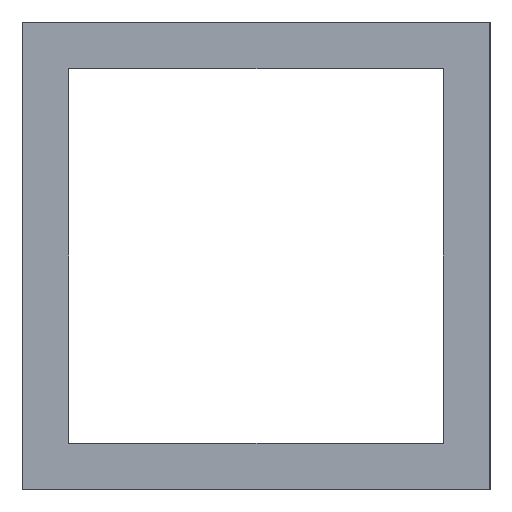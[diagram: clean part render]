
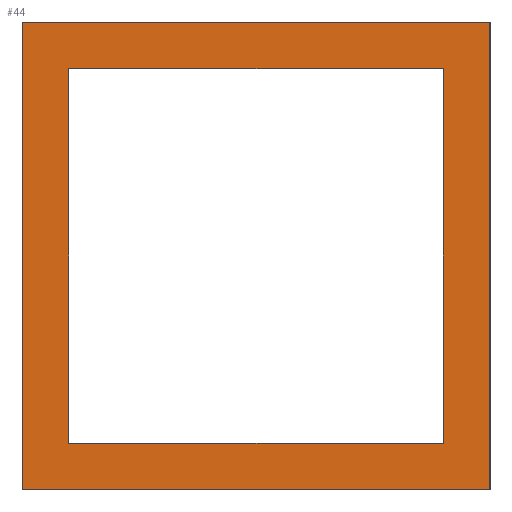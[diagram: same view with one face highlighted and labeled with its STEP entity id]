
A CAD part, left-side view. The second image highlights one B-rep face of the part: STEP entity #44.
In plain terms, the highlighted planar face has unit normal (-1, 0, 0).
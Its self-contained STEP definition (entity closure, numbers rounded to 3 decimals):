
#44 = ADVANCED_FACE( '', ( #86, #87 ), #88, .F. );
#86 = FACE_OUTER_BOUND( '', #125, .T. );
#87 = FACE_BOUND( '', #126, .T. );
#88 = PLANE( '', #127 );
#125 = EDGE_LOOP( '', ( #183, #184, #185, #186 ) );
#126 = EDGE_LOOP( '', ( #187, #188, #189, #190 ) );
#127 = AXIS2_PLACEMENT_3D( '', #191, #192, #193 );
#183 = ORIENTED_EDGE( '', *, *, #253, .F. );
#184 = ORIENTED_EDGE( '', *, *, #241, .F. );
#185 = ORIENTED_EDGE( '', *, *, #236, .F. );
#186 = ORIENTED_EDGE( '', *, *, #249, .F. );
#187 = ORIENTED_EDGE( '', *, *, #245, .T. );
#188 = ORIENTED_EDGE( '', *, *, #254, .T. );
#189 = ORIENTED_EDGE( '', *, *, #255, .T. );
#190 = ORIENTED_EDGE( '', *, *, #231, .T. );
#191 = CARTESIAN_POINT( '', ( 0., 0., 0. ) );
#192 = DIRECTION( '', ( 1., 0., 0. ) );
#193 = DIRECTION( '', ( 0., 0., -1. ) );
#231 = EDGE_CURVE( '', #265, #266, #267, .T. );
#236 = EDGE_CURVE( '', #274, #275, #276, .T. );
#241 = EDGE_CURVE( '', #275, #283, #284, .T. );
#245 = EDGE_CURVE( '', #266, #289, #290, .T. );
#249 = EDGE_CURVE( '', #295, #274, #296, .T. );
#253 = EDGE_CURVE( '', #283, #295, #301, .T. );
#254 = EDGE_CURVE( '', #289, #302, #303, .T. );
#255 = EDGE_CURVE( '', #302, #265, #304, .T. );
#265 = VERTEX_POINT( '', #315 );
#266 = VERTEX_POINT( '', #316 );
#267 = LINE( '', #317, #318 );
#274 = VERTEX_POINT( '', #328 );
#275 = VERTEX_POINT( '', #329 );
#276 = LINE( '', #330, #331 );
#283 = VERTEX_POINT( '', #341 );
#284 = LINE( '', #342, #343 );
#289 = VERTEX_POINT( '', #350 );
#290 = LINE( '', #351, #352 );
#295 = VERTEX_POINT( '', #359 );
#296 = LINE( '', #360, #361 );
#301 = LINE( '', #368, #369 );
#302 = VERTEX_POINT( '', #370 );
#303 = LINE( '', #371, #372 );
#304 = LINE( '', #373, #374 );
#315 = CARTESIAN_POINT( '', ( 0., 16., -16. ) );
#316 = CARTESIAN_POINT( '', ( 0., 16., 16. ) );
#317 = CARTESIAN_POINT( '', ( 0., 16., -16. ) );
#318 = VECTOR( '', #388, 1000. );
#328 = CARTESIAN_POINT( '', ( 0., -20., -20. ) );
#329 = CARTESIAN_POINT( '', ( 0., 20., -20. ) );
#330 = CARTESIAN_POINT( '', ( 0., -20., -20. ) );
#331 = VECTOR( '', #392, 1000. );
#341 = CARTESIAN_POINT( '', ( 0., 20., 20. ) );
#342 = CARTESIAN_POINT( '', ( 0., 20., -20. ) );
#343 = VECTOR( '', #396, 1000. );
#350 = CARTESIAN_POINT( '', ( 0., -16., 16. ) );
#351 = CARTESIAN_POINT( '', ( 0., 16., 16. ) );
#352 = VECTOR( '', #399, 1000. );
#359 = CARTESIAN_POINT( '', ( 0., -20., 20. ) );
#360 = CARTESIAN_POINT( '', ( 0., -20., 20. ) );
#361 = VECTOR( '', #402, 1000. );
#368 = CARTESIAN_POINT( '', ( 0., 20., 20. ) );
#369 = VECTOR( '', #405, 1000. );
#370 = CARTESIAN_POINT( '', ( 0., -16., -16. ) );
#371 = CARTESIAN_POINT( '', ( 0., -16., 16. ) );
#372 = VECTOR( '', #406, 1000. );
#373 = CARTESIAN_POINT( '', ( 0., -16., -16. ) );
#374 = VECTOR( '', #407, 1000. );
#388 = DIRECTION( '', ( 0., 0., 1. ) );
#392 = DIRECTION( '', ( 0., 1., 0. ) );
#396 = DIRECTION( '', ( 0., 0., 1. ) );
#399 = DIRECTION( '', ( 0., -1., 0. ) );
#402 = DIRECTION( '', ( 0., 0., -1. ) );
#405 = DIRECTION( '', ( 0., -1., 0. ) );
#406 = DIRECTION( '', ( 0., 0., -1. ) );
#407 = DIRECTION( '', ( 0., 1., 0. ) );
